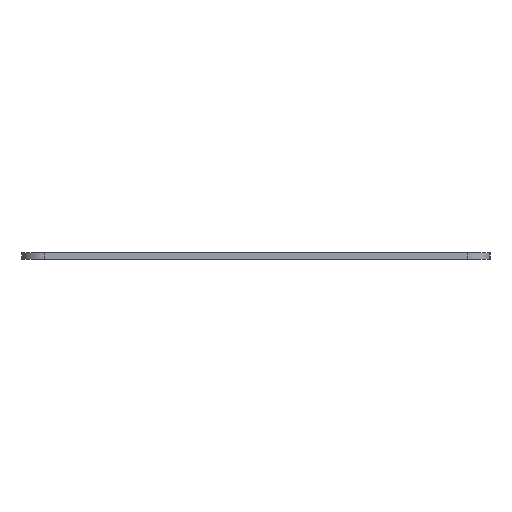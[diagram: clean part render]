
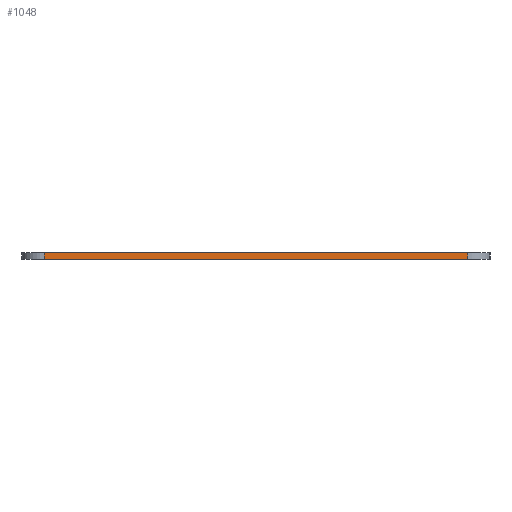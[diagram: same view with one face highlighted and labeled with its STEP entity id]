
A CAD part, left-side view. The second image highlights one B-rep face of the part: STEP entity #1048.
In plain terms, the highlighted planar face has unit normal (-1, 0, 0).
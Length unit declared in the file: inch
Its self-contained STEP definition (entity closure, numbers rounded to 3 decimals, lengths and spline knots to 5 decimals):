
#4 = ORIENTED_EDGE ( 'NONE', *, *, #327, .T. ) ;
#31 = EDGE_CURVE ( 'NONE', #288, #269, #306, .T. ) ;
#69 = LINE ( 'NONE', #643, #981 ) ;
#89 = VERTEX_POINT ( 'NONE', #872 ) ;
#113 = DIRECTION ( 'NONE',  ( 0., 0., 1. ) ) ;
#127 = DIRECTION ( 'NONE',  ( 0., 0., 1. ) ) ;
#134 = VECTOR ( 'NONE', #336, 39.37008 ) ;
#229 = LINE ( 'NONE', #712, #134 ) ;
#239 = CARTESIAN_POINT ( 'NONE',  ( -9.5, 2.375, -0.075 ) ) ;
#269 = VERTEX_POINT ( 'NONE', #549 ) ;
#288 = VERTEX_POINT ( 'NONE', #352 ) ;
#300 = CARTESIAN_POINT ( 'NONE',  ( -9.5, -2.375, -0.0375 ) ) ;
#306 = LINE ( 'NONE', #300, #960 ) ;
#315 = AXIS2_PLACEMENT_3D ( 'NONE', #1057, #596, #127 ) ;
#327 = EDGE_CURVE ( 'NONE', #1163, #288, #69, .T. ) ;
#336 = DIRECTION ( 'NONE',  ( 0., 0., -1. ) ) ;
#352 = CARTESIAN_POINT ( 'NONE',  ( -9.5, -2.375, -0.075 ) ) ;
#416 = LINE ( 'NONE', #1162, #1124 ) ;
#549 = CARTESIAN_POINT ( 'NONE',  ( -9.5, -2.375, 0. ) ) ;
#564 = ORIENTED_EDGE ( 'NONE', *, *, #610, .T. ) ;
#596 = DIRECTION ( 'NONE',  ( -1., 0., 0. ) ) ;
#610 = EDGE_CURVE ( 'NONE', #89, #1163, #229, .T. ) ;
#643 = CARTESIAN_POINT ( 'NONE',  ( -9.5, 0., -0.075 ) ) ;
#680 = PLANE ( 'NONE',  #315 ) ;
#692 = FACE_OUTER_BOUND ( 'NONE', #828, .T. ) ;
#712 = CARTESIAN_POINT ( 'NONE',  ( -9.5, 2.375, -0.0375 ) ) ;
#732 = DIRECTION ( 'NONE',  ( 0., -1., 0. ) ) ;
#828 = EDGE_LOOP ( 'NONE', ( #4, #877, #993, #564 ) ) ;
#872 = CARTESIAN_POINT ( 'NONE',  ( -9.5, 2.375, 0. ) ) ;
#877 = ORIENTED_EDGE ( 'NONE', *, *, #31, .T. ) ;
#960 = VECTOR ( 'NONE', #113, 39.37008 ) ;
#981 = VECTOR ( 'NONE', #732, 39.37008 ) ;
#993 = ORIENTED_EDGE ( 'NONE', *, *, #1022, .T. ) ;
#1022 = EDGE_CURVE ( 'NONE', #269, #89, #416, .T. ) ;
#1048 = ADVANCED_FACE ( 'NONE', ( #692 ), #680, .T. ) ;
#1057 = CARTESIAN_POINT ( 'NONE',  ( -9.5, 0., -0.0375 ) ) ;
#1080 = DIRECTION ( 'NONE',  ( 0., 1., 0. ) ) ;
#1124 = VECTOR ( 'NONE', #1080, 39.37008 ) ;
#1162 = CARTESIAN_POINT ( 'NONE',  ( -9.5, 0., 0. ) ) ;
#1163 = VERTEX_POINT ( 'NONE', #239 ) ;
